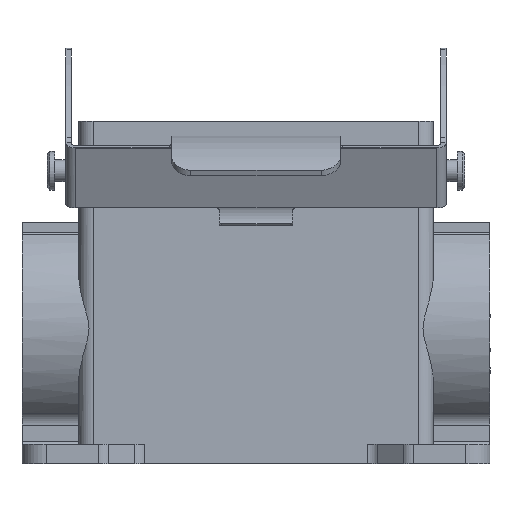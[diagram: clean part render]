
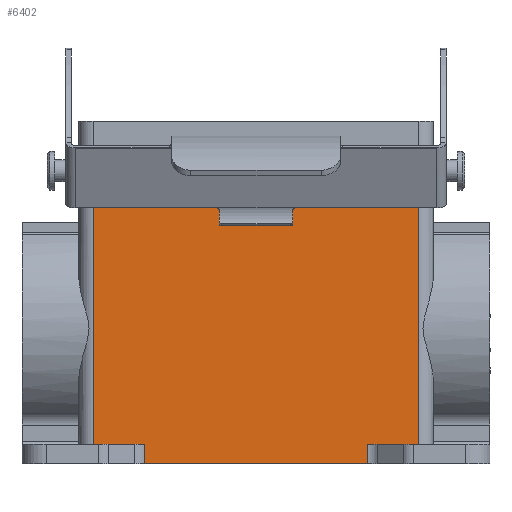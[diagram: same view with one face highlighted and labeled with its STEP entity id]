
A CAD part, top view. The second image highlights one B-rep face of the part: STEP entity #6402.
In plain terms, the highlighted planar face has unit normal (0, 0, 1).
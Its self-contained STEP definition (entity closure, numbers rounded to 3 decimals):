
#50 = EDGE_LOOP ( 'NONE', ( #2987, #2985, #2986, #3014, #3013, #3012, #3010, #3011 ) ) ;
#798 = DIRECTION ( 'NONE',  ( 0., 0., -1. ) ) ;
#799 = DIRECTION ( 'NONE',  ( -1., 0., 0. ) ) ;
#800 = CARTESIAN_POINT ( 'NONE',  ( 14.75, 66., -6.375 ) ) ;
#855 = PLANE ( 'NONE',  #3583 ) ;
#1110 = LINE ( 'NONE', #7595, #6266 ) ;
#1115 = LINE ( 'NONE', #7538, #6218 ) ;
#1145 = LINE ( 'NONE', #7273, #6297 ) ;
#1146 = LINE ( 'NONE', #7270, #6296 ) ;
#1151 = LINE ( 'NONE', #7235, #6277 ) ;
#1152 = LINE ( 'NONE', #7233, #6274 ) ;
#1153 = LINE ( 'NONE', #7230, #6272 ) ;
#1161 = LINE ( 'NONE', #7172, #6231 ) ;
#1596 = VERTEX_POINT ( 'NONE', #6540 ) ;
#1603 = VERTEX_POINT ( 'NONE', #6679 ) ;
#1606 = VERTEX_POINT ( 'NONE', #6675 ) ;
#1614 = VERTEX_POINT ( 'NONE', #7105 ) ;
#1666 = VERTEX_POINT ( 'NONE', #7500 ) ;
#1668 = VERTEX_POINT ( 'NONE', #7492 ) ;
#1679 = VERTEX_POINT ( 'NONE', #7433 ) ;
#1685 = VERTEX_POINT ( 'NONE', #7388 ) ;
#2053 = EDGE_CURVE ( 'NONE', #1666, #1668, #1110, .T. ) ;
#2070 = EDGE_CURVE ( 'NONE', #1679, #1685, #1115, .T. ) ;
#2124 = EDGE_CURVE ( 'NONE', #1668, #1606, #1145, .T. ) ;
#2125 = EDGE_CURVE ( 'NONE', #1596, #1666, #1146, .T. ) ;
#2135 = EDGE_CURVE ( 'NONE', #1596, #1603, #1151, .T. ) ;
#2136 = EDGE_CURVE ( 'NONE', #1603, #1685, #1152, .T. ) ;
#2137 = EDGE_CURVE ( 'NONE', #1614, #1679, #1153, .T. ) ;
#2153 = EDGE_CURVE ( 'NONE', #1614, #1606, #1161, .T. ) ;
#2460 = FACE_OUTER_BOUND ( 'NONE', #50, .T. ) ;
#2985 = ORIENTED_EDGE ( 'NONE', *, *, #2124, .T. ) ;
#2986 = ORIENTED_EDGE ( 'NONE', *, *, #2153, .F. ) ;
#2987 = ORIENTED_EDGE ( 'NONE', *, *, #2053, .T. ) ;
#3010 = ORIENTED_EDGE ( 'NONE', *, *, #2135, .F. ) ;
#3011 = ORIENTED_EDGE ( 'NONE', *, *, #2125, .T. ) ;
#3012 = ORIENTED_EDGE ( 'NONE', *, *, #2136, .F. ) ;
#3013 = ORIENTED_EDGE ( 'NONE', *, *, #2070, .T. ) ;
#3014 = ORIENTED_EDGE ( 'NONE', *, *, #2137, .T. ) ;
#3583 = AXIS2_PLACEMENT_3D ( 'NONE', #800, #798, #799 ) ;
#6218 = VECTOR ( 'NONE', #7537, 1000. ) ;
#6231 = VECTOR ( 'NONE', #7171, 1000. ) ;
#6266 = VECTOR ( 'NONE', #7594, 1000. ) ;
#6272 = VECTOR ( 'NONE', #7229, 1000. ) ;
#6274 = VECTOR ( 'NONE', #7231, 1000. ) ;
#6277 = VECTOR ( 'NONE', #7234, 1000. ) ;
#6296 = VECTOR ( 'NONE', #7269, 1000. ) ;
#6297 = VECTOR ( 'NONE', #7272, 1000. ) ;
#6402 = ADVANCED_FACE ( 'NONE', ( #2460 ), #855, .F. ) ;
#6540 = CARTESIAN_POINT ( 'NONE',  ( 14.75, 66., -6.375 ) ) ;
#6675 = CARTESIAN_POINT ( 'NONE',  ( 25.381, 0., -6.375 ) ) ;
#6679 = CARTESIAN_POINT ( 'NONE',  ( 82.25, 66., -6.375 ) ) ;
#7105 = CARTESIAN_POINT ( 'NONE',  ( 71.619, 0., -6.375 ) ) ;
#7171 = DIRECTION ( 'NONE',  ( -1., 0., 0. ) ) ;
#7172 = CARTESIAN_POINT ( 'NONE',  ( 24.25, 0., -6.375 ) ) ;
#7229 = DIRECTION ( 'NONE',  ( 0., 1., 0. ) ) ;
#7230 = CARTESIAN_POINT ( 'NONE',  ( 71.619, 4., -6.375 ) ) ;
#7231 = DIRECTION ( 'NONE',  ( 0., -1., 0. ) ) ;
#7233 = CARTESIAN_POINT ( 'NONE',  ( 82.25, 66., -6.375 ) ) ;
#7234 = DIRECTION ( 'NONE',  ( 1., 0., 0. ) ) ;
#7235 = CARTESIAN_POINT ( 'NONE',  ( 14.75, 66., -6.375 ) ) ;
#7269 = DIRECTION ( 'NONE',  ( 0., -1., 0. ) ) ;
#7270 = CARTESIAN_POINT ( 'NONE',  ( 14.75, 66., -6.375 ) ) ;
#7272 = DIRECTION ( 'NONE',  ( 0., -1., 0. ) ) ;
#7273 = CARTESIAN_POINT ( 'NONE',  ( 25.381, 0., -6.375 ) ) ;
#7388 = CARTESIAN_POINT ( 'NONE',  ( 82.25, 4., -6.375 ) ) ;
#7433 = CARTESIAN_POINT ( 'NONE',  ( 71.619, 4., -6.375 ) ) ;
#7492 = CARTESIAN_POINT ( 'NONE',  ( 25.381, 4., -6.375 ) ) ;
#7500 = CARTESIAN_POINT ( 'NONE',  ( 14.75, 4., -6.375 ) ) ;
#7537 = DIRECTION ( 'NONE',  ( 1., 0., 0. ) ) ;
#7538 = CARTESIAN_POINT ( 'NONE',  ( 14.75, 4., -6.375 ) ) ;
#7594 = DIRECTION ( 'NONE',  ( 1., 0., 0. ) ) ;
#7595 = CARTESIAN_POINT ( 'NONE',  ( 14.75, 4., -6.375 ) ) ;
